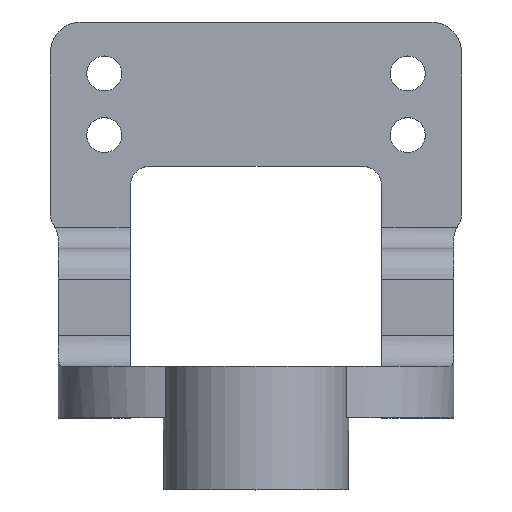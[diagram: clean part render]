
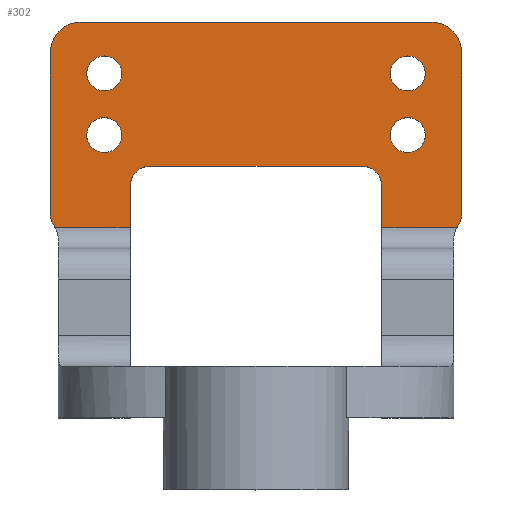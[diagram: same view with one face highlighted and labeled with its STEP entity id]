
A CAD part, top view. The second image highlights one B-rep face of the part: STEP entity #302.
In plain terms, the highlighted planar face has unit normal (0, 0, 1).
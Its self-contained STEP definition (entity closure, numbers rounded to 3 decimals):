
#117=LINE('',#1555,#188);
#118=LINE('',#1559,#189);
#155=LINE('',#1775,#226);
#159=LINE('',#1789,#230);
#168=LINE('',#1808,#239);
#172=LINE('',#1816,#243);
#176=LINE('',#1836,#247);
#178=LINE('',#1840,#249);
#188=VECTOR('',#1219,1.);
#189=VECTOR('',#1224,1.);
#226=VECTOR('',#1417,1.);
#230=VECTOR('',#1431,1.);
#239=VECTOR('',#1454,1.);
#243=VECTOR('',#1460,1.);
#247=VECTOR('',#1486,1.);
#249=VECTOR('',#1492,1.);
#302=ADVANCED_FACE('',(#356,#357,#358,#359,#360),#325,.T.);
#325=PLANE('',#1178);
#356=FACE_BOUND('',#430,.T.);
#357=FACE_BOUND('',#431,.T.);
#358=FACE_BOUND('',#432,.T.);
#359=FACE_BOUND('',#433,.T.);
#360=FACE_BOUND('',#434,.T.);
#430=EDGE_LOOP('',(#690,#691,#692,#693,#694,#695,#696,#697,#698,#699,#700,
#701,#702,#703,#704,#705));
#431=EDGE_LOOP('',(#706));
#432=EDGE_LOOP('',(#707));
#433=EDGE_LOOP('',(#708));
#434=EDGE_LOOP('',(#709));
#690=ORIENTED_EDGE('',*,*,#955,.F.);
#691=ORIENTED_EDGE('',*,*,#858,.T.);
#692=ORIENTED_EDGE('',*,*,#852,.T.);
#693=ORIENTED_EDGE('',*,*,#877,.T.);
#694=ORIENTED_EDGE('',*,*,#966,.F.);
#695=ORIENTED_EDGE('',*,*,#972,.T.);
#696=ORIENTED_EDGE('',*,*,#980,.F.);
#697=ORIENTED_EDGE('',*,*,#976,.T.);
#698=ORIENTED_EDGE('',*,*,#970,.T.);
#699=ORIENTED_EDGE('',*,*,#881,.T.);
#700=ORIENTED_EDGE('',*,*,#843,.T.);
#701=ORIENTED_EDGE('',*,*,#856,.T.);
#702=ORIENTED_EDGE('',*,*,#947,.F.);
#703=ORIENTED_EDGE('',*,*,#904,.T.);
#704=ORIENTED_EDGE('',*,*,#978,.F.);
#705=ORIENTED_EDGE('',*,*,#901,.T.);
#706=ORIENTED_EDGE('',*,*,#912,.T.);
#707=ORIENTED_EDGE('',*,*,#910,.F.);
#708=ORIENTED_EDGE('',*,*,#908,.F.);
#709=ORIENTED_EDGE('',*,*,#906,.T.);
#741=VERTEX_POINT('',#1522);
#742=VERTEX_POINT('',#1523);
#747=VERTEX_POINT('',#1540);
#750=VERTEX_POINT('',#1546);
#753=VERTEX_POINT('',#1554);
#755=VERTEX_POINT('',#1560);
#769=VERTEX_POINT('',#1599);
#772=VERTEX_POINT('',#1607);
#787=VERTEX_POINT('',#1676);
#788=VERTEX_POINT('',#1678);
#789=VERTEX_POINT('',#1682);
#790=VERTEX_POINT('',#1684);
#792=VERTEX_POINT('',#1690);
#794=VERTEX_POINT('',#1695);
#796=VERTEX_POINT('',#1700);
#798=VERTEX_POINT('',#1705);
#830=VERTEX_POINT('',#1809);
#833=VERTEX_POINT('',#1817);
#834=VERTEX_POINT('',#1825);
#837=VERTEX_POINT('',#1833);
#843=EDGE_CURVE('',#741,#742,#990,.T.);
#852=EDGE_CURVE('',#747,#750,#993,.T.);
#856=EDGE_CURVE('',#742,#753,#117,.T.);
#858=EDGE_CURVE('',#755,#747,#118,.T.);
#877=EDGE_CURVE('',#750,#769,#1008,.T.);
#881=EDGE_CURVE('',#772,#741,#1011,.T.);
#901=EDGE_CURVE('',#787,#788,#1018,.T.);
#904=EDGE_CURVE('',#789,#790,#1019,.T.);
#906=EDGE_CURVE('',#792,#792,#1021,.T.);
#908=EDGE_CURVE('',#794,#794,#1023,.T.);
#910=EDGE_CURVE('',#796,#796,#1025,.T.);
#912=EDGE_CURVE('',#798,#798,#1027,.T.);
#947=EDGE_CURVE('',#789,#753,#155,.T.);
#955=EDGE_CURVE('',#755,#788,#159,.T.);
#966=EDGE_CURVE('',#830,#769,#168,.T.);
#970=EDGE_CURVE('',#833,#772,#172,.T.);
#972=EDGE_CURVE('',#830,#834,#1053,.T.);
#976=EDGE_CURVE('',#837,#833,#1056,.T.);
#978=EDGE_CURVE('',#787,#790,#176,.T.);
#980=EDGE_CURVE('',#837,#834,#178,.T.);
#990=CIRCLE('',#1064,2.);
#993=CIRCLE('',#1068,2.);
#1008=CIRCLE('',#1091,2.);
#1011=CIRCLE('',#1095,2.);
#1018=CIRCLE('',#1106,2.);
#1019=CIRCLE('',#1108,2.);
#1021=CIRCLE('',#1111,1.7);
#1023=CIRCLE('',#1114,1.7);
#1025=CIRCLE('',#1117,1.7);
#1027=CIRCLE('',#1120,1.7);
#1053=CIRCLE('',#1170,3.);
#1056=CIRCLE('',#1174,3.);
#1064=AXIS2_PLACEMENT_3D('',#1521,#1198,#1199);
#1068=AXIS2_PLACEMENT_3D('',#1547,#1210,#1211);
#1091=AXIS2_PLACEMENT_3D('',#1598,#1266,#1267);
#1095=AXIS2_PLACEMENT_3D('',#1606,#1275,#1276);
#1106=AXIS2_PLACEMENT_3D('',#1679,#1308,#1309);
#1108=AXIS2_PLACEMENT_3D('',#1685,#1314,#1315);
#1111=AXIS2_PLACEMENT_3D('',#1689,#1320,#1321);
#1114=AXIS2_PLACEMENT_3D('',#1694,#1326,#1327);
#1117=AXIS2_PLACEMENT_3D('',#1699,#1332,#1333);
#1120=AXIS2_PLACEMENT_3D('',#1704,#1338,#1339);
#1170=AXIS2_PLACEMENT_3D('',#1824,#1472,#1473);
#1174=AXIS2_PLACEMENT_3D('',#1832,#1481,#1482);
#1178=AXIS2_PLACEMENT_3D('',#1841,#1493,#1494);
#1198=DIRECTION('',(0.,0.,-1.));
#1199=DIRECTION('',(1.,0.,0.));
#1210=DIRECTION('',(0.,0.,-1.));
#1211=DIRECTION('',(1.,0.,0.));
#1219=DIRECTION('',(1.,0.,0.));
#1224=DIRECTION('',(1.,0.,0.));
#1266=DIRECTION('',(0.,0.,1.));
#1267=DIRECTION('',(1.,0.,0.));
#1275=DIRECTION('',(0.,0.,1.));
#1276=DIRECTION('',(1.,0.,0.));
#1308=DIRECTION('',(0.,0.,-1.));
#1309=DIRECTION('',(1.,0.,0.));
#1314=DIRECTION('',(0.,0.,-1.));
#1315=DIRECTION('',(1.,0.,0.));
#1320=DIRECTION('',(0.,0.,-1.));
#1321=DIRECTION('',(1.,0.,0.));
#1326=DIRECTION('',(0.,0.,1.));
#1327=DIRECTION('',(1.,0.,0.));
#1332=DIRECTION('',(0.,0.,1.));
#1333=DIRECTION('',(1.,0.,0.));
#1338=DIRECTION('',(0.,0.,-1.));
#1339=DIRECTION('',(1.,0.,0.));
#1417=DIRECTION('',(0.,-1.,0.));
#1431=DIRECTION('',(0.,1.,0.));
#1454=DIRECTION('',(0.,-1.,0.));
#1460=DIRECTION('',(0.,-1.,0.));
#1472=DIRECTION('',(0.,0.,1.));
#1473=DIRECTION('',(1.,0.,0.));
#1481=DIRECTION('',(0.,0.,1.));
#1482=DIRECTION('',(1.,0.,0.));
#1486=DIRECTION('',(-1.,0.,0.));
#1492=DIRECTION('',(1.,0.,0.));
#1493=DIRECTION('',(0.,0.,1.));
#1494=DIRECTION('',(1.,0.,0.));
#1521=CARTESIAN_POINT('',(-21.236,26.5,-15.594));
#1522=CARTESIAN_POINT('',(-19.618,27.676,-15.594));
#1523=CARTESIAN_POINT('',(-19.504,27.5,-15.594));
#1540=CARTESIAN_POINT('',(19.504,27.5,-15.594));
#1546=CARTESIAN_POINT('',(19.618,27.676,-15.594));
#1547=CARTESIAN_POINT('',(21.236,26.5,-15.594));
#1554=CARTESIAN_POINT('',(-12.236,27.5,-15.594));
#1555=CARTESIAN_POINT('',(-12.236,27.5,-15.594));
#1559=CARTESIAN_POINT('',(19.236,27.5,-15.594));
#1560=CARTESIAN_POINT('',(12.236,27.5,-15.594));
#1598=CARTESIAN_POINT('',(18.,28.851,-15.594));
#1599=CARTESIAN_POINT('',(20.,28.851,-15.594));
#1606=CARTESIAN_POINT('',(-18.,28.851,-15.594));
#1607=CARTESIAN_POINT('',(-20.,28.851,-15.594));
#1676=CARTESIAN_POINT('',(10.236,33.5,-15.594));
#1678=CARTESIAN_POINT('',(12.236,31.5,-15.594));
#1679=CARTESIAN_POINT('',(10.236,31.5,-15.594));
#1682=CARTESIAN_POINT('',(-12.236,31.5,-15.594));
#1684=CARTESIAN_POINT('',(-10.236,33.5,-15.594));
#1685=CARTESIAN_POINT('',(-10.236,31.5,-15.594));
#1689=CARTESIAN_POINT('',(14.75,42.5,-15.594));
#1690=CARTESIAN_POINT('',(16.45,42.5,-15.594));
#1694=CARTESIAN_POINT('',(-14.75,36.5,-15.594));
#1695=CARTESIAN_POINT('',(-13.05,36.5,-15.594));
#1699=CARTESIAN_POINT('',(-14.75,42.5,-15.594));
#1700=CARTESIAN_POINT('',(-13.05,42.5,-15.594));
#1704=CARTESIAN_POINT('',(14.75,36.5,-15.594));
#1705=CARTESIAN_POINT('',(16.45,36.5,-15.594));
#1775=CARTESIAN_POINT('',(-12.236,19.,-15.594));
#1789=CARTESIAN_POINT('',(12.236,29.,-15.594));
#1808=CARTESIAN_POINT('',(20.,54.5,-15.594));
#1809=CARTESIAN_POINT('',(20.,44.5,-15.594));
#1816=CARTESIAN_POINT('',(-20.,54.5,-15.594));
#1817=CARTESIAN_POINT('',(-20.,44.5,-15.594));
#1824=CARTESIAN_POINT('',(17.,44.5,-15.594));
#1825=CARTESIAN_POINT('',(17.,47.5,-15.594));
#1832=CARTESIAN_POINT('',(-17.,44.5,-15.594));
#1833=CARTESIAN_POINT('',(-17.,47.5,-15.594));
#1836=CARTESIAN_POINT('',(12.236,33.5,-15.594));
#1840=CARTESIAN_POINT('',(-25.,47.5,-15.594));
#1841=CARTESIAN_POINT('',(12.236,17.,-15.594));
